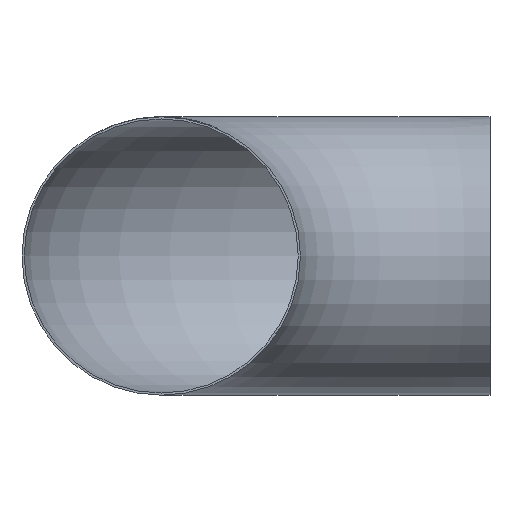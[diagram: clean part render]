
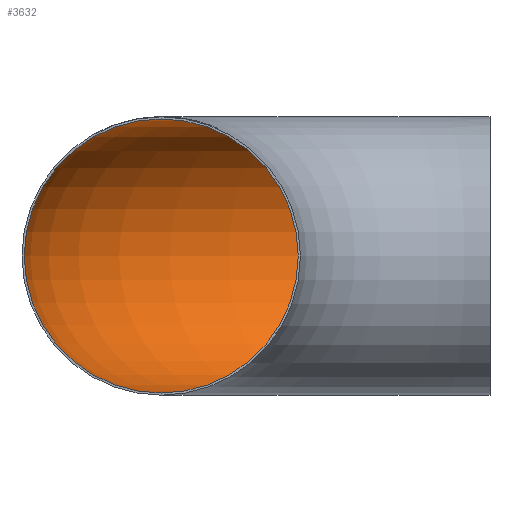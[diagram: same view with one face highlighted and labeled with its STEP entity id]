
A CAD part, front view. The second image highlights one B-rep face of the part: STEP entity #3632.
In plain terms, the highlighted toroidal (fillet/blend) face has major radius 600 mm and minor radius 250 mm.
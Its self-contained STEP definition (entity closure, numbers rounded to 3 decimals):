
#487 = AXIS2_PLACEMENT_3D ( 'NONE', #23659, #15556, #6936 ) ;
#2267 = VERTEX_POINT ( 'NONE', #16768 ) ;
#3632 = ADVANCED_FACE ( 'NONE', ( #26067, #20217 ), #21834, .F. ) ;
#4073 = CIRCLE ( 'NONE', #24595, 250. ) ;
#4755 = EDGE_LOOP ( 'NONE', ( #32228 ) ) ;
#5037 = VERTEX_POINT ( 'NONE', #30691 ) ;
#6024 = DIRECTION ( 'NONE',  ( 0., 1., 0. ) ) ;
#6137 = EDGE_CURVE ( 'NONE', #2267, #2267, #16327, .T. ) ;
#6936 = DIRECTION ( 'NONE',  ( 0., 1., 0. ) ) ;
#12116 = DIRECTION ( 'NONE',  ( -1., 0., 0. ) ) ;
#13204 = CARTESIAN_POINT ( 'NONE',  ( -600., 0., 0. ) ) ;
#14528 = EDGE_LOOP ( 'NONE', ( #23897 ) ) ;
#14862 = CARTESIAN_POINT ( 'NONE',  ( 0., 0., 0. ) ) ;
#15556 = DIRECTION ( 'NONE',  ( 1., 0., 0. ) ) ;
#16327 = CIRCLE ( 'NONE', #487, 250. ) ;
#16768 = CARTESIAN_POINT ( 'NONE',  ( 0., 850., 0. ) ) ;
#17130 = AXIS2_PLACEMENT_3D ( 'NONE', #14862, #23327, #12116 ) ;
#20217 = FACE_OUTER_BOUND ( 'NONE', #4755, .T. ) ;
#21834 = TOROIDAL_SURFACE ( 'NONE', #17130, 600., 250. ) ;
#23327 = DIRECTION ( 'NONE',  ( 0., 0., -1. ) ) ;
#23659 = CARTESIAN_POINT ( 'NONE',  ( 0., 600., 0. ) ) ;
#23897 = ORIENTED_EDGE ( 'NONE', *, *, #6137, .T. ) ;
#24595 = AXIS2_PLACEMENT_3D ( 'NONE', #13204, #6024, #33898 ) ;
#26067 = FACE_OUTER_BOUND ( 'NONE', #14528, .T. ) ;
#30691 = CARTESIAN_POINT ( 'NONE',  ( -600., 0., 250. ) ) ;
#32228 = ORIENTED_EDGE ( 'NONE', *, *, #34844, .F. ) ;
#33898 = DIRECTION ( 'NONE',  ( 0., 0., 1. ) ) ;
#34844 = EDGE_CURVE ( 'NONE', #5037, #5037, #4073, .T. ) ;
